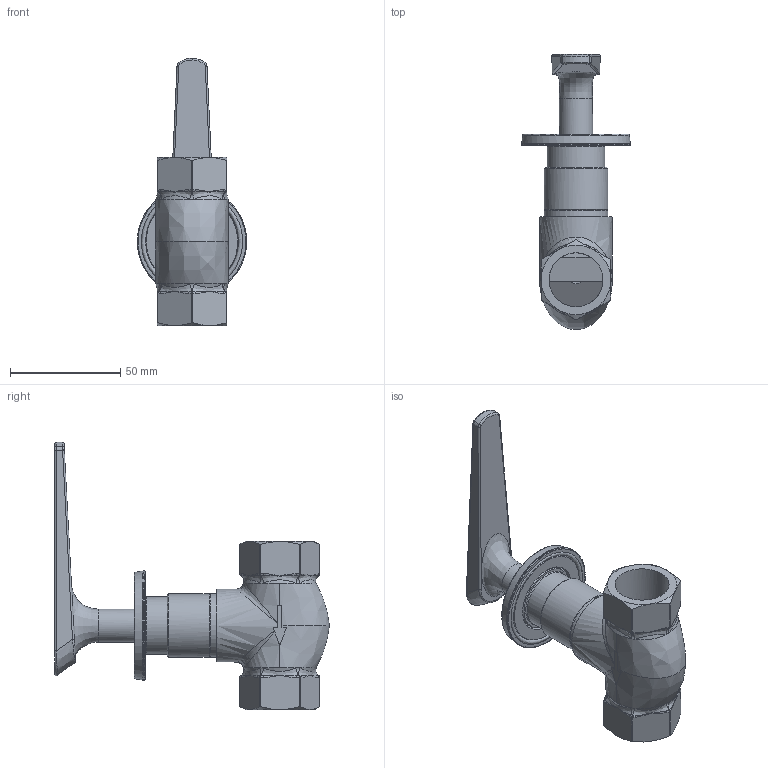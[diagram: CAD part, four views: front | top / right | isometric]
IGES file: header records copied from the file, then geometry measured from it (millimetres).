
Global section: file name: T2007-TCOL; native system: Autodesk Inventor 2020; preprocessor: unknown; author: camerond; date: 20221207.092255; units: millimetre
Bounding box: 49.5 x 124.49 x 121.1 mm (x, y, z)
Volume: 86230.3 mm3; surface area: 60093.7 mm2
Topology: 20 solids, 20 shells, 1446 faces, 4029 edges, 2657 vertices
Faces by surface type: bspline 1446
